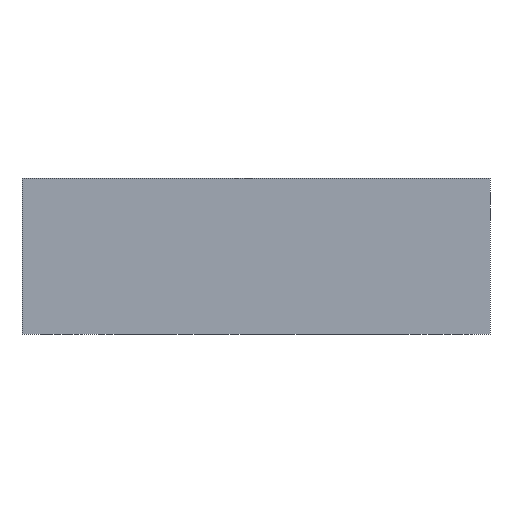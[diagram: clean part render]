
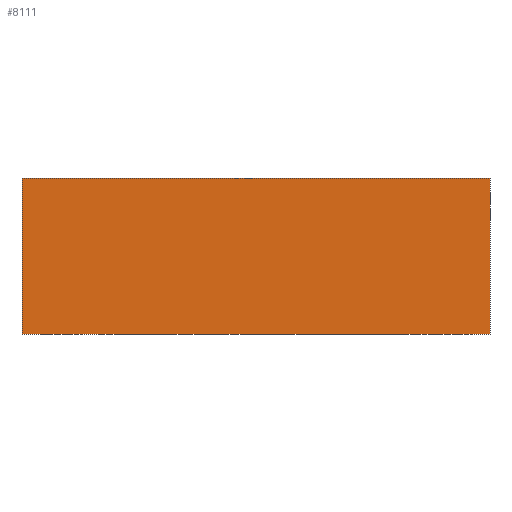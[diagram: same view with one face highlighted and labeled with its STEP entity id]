
A CAD part, left-side view. The second image highlights one B-rep face of the part: STEP entity #8111.
In plain terms, the highlighted planar face has unit normal (-1, 0, 0).
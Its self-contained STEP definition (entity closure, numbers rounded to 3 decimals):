
#975=FACE_OUTER_BOUND('',#1436,.T.);
#1436=EDGE_LOOP('',(#7058,#7059,#7060,#7061));
#1790=LINE('',#12126,#2577);
#2256=LINE('',#13655,#3043);
#2257=LINE('',#13657,#3044);
#2258=LINE('',#13658,#3045);
#2577=VECTOR('',#9182,10.);
#3043=VECTOR('',#10534,10.);
#3044=VECTOR('',#10535,10.);
#3045=VECTOR('',#10536,10.);
#3331=VERTEX_POINT('',#12119);
#3334=VERTEX_POINT('',#12124);
#3826=VERTEX_POINT('',#13654);
#3827=VERTEX_POINT('',#13656);
#4253=EDGE_CURVE('',#3331,#3334,#1790,.T.);
#4929=EDGE_CURVE('',#3826,#3331,#2256,.T.);
#4930=EDGE_CURVE('',#3827,#3334,#2257,.T.);
#4931=EDGE_CURVE('',#3826,#3827,#2258,.T.);
#7058=ORIENTED_EDGE('',*,*,#4929,.T.);
#7059=ORIENTED_EDGE('',*,*,#4253,.T.);
#7060=ORIENTED_EDGE('',*,*,#4930,.F.);
#7061=ORIENTED_EDGE('',*,*,#4931,.F.);
#7407=PLANE('',#8669);
#8111=ADVANCED_FACE('',(#975),#7407,.T.);
#8669=AXIS2_PLACEMENT_3D('',#13653,#10532,#10533);
#9182=DIRECTION('',(0.,0.,1.));
#10532=DIRECTION('center_axis',(-1.,0.,0.));
#10533=DIRECTION('ref_axis',(0.,-1.,0.));
#10534=DIRECTION('',(0.,-1.,0.));
#10535=DIRECTION('',(0.,-1.,0.));
#10536=DIRECTION('',(0.,0.,1.));
#12119=CARTESIAN_POINT('',(0.,0.,0.));
#12124=CARTESIAN_POINT('',(0.,0.,76.2));
#12126=CARTESIAN_POINT('',(0.,0.,0.));
#13653=CARTESIAN_POINT('Origin',(0.,228.6,0.));
#13654=CARTESIAN_POINT('',(0.,228.6,0.));
#13655=CARTESIAN_POINT('',(0.,228.6,0.));
#13656=CARTESIAN_POINT('',(0.,228.6,76.2));
#13657=CARTESIAN_POINT('',(0.,228.6,76.2));
#13658=CARTESIAN_POINT('',(0.,228.6,0.));
